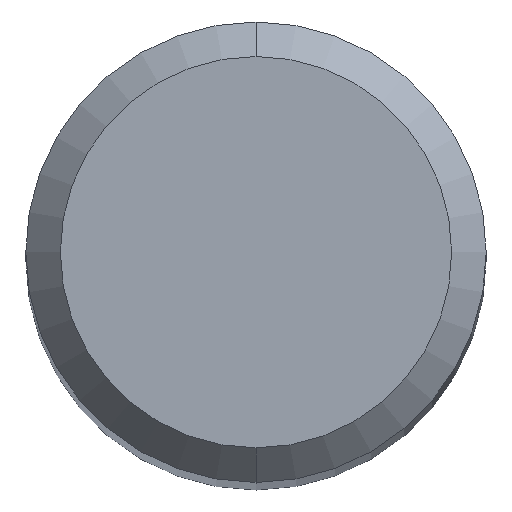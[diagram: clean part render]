
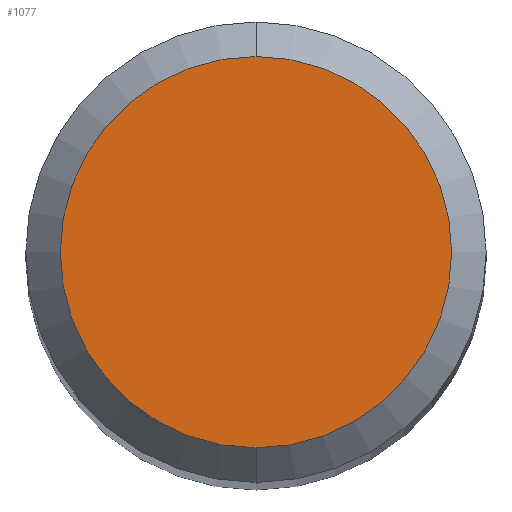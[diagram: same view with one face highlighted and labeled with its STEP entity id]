
A CAD part, top view. The second image highlights one B-rep face of the part: STEP entity #1077.
In plain terms, the highlighted planar face has unit normal (0, 0, 1).
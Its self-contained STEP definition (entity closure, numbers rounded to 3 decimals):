
#395=EDGE_CURVE('',#537,#595,#1128,.T.);
#517=EDGE_CURVE('',#595,#537,#1263,.T.);
#537=VERTEX_POINT('',#1286);
#595=VERTEX_POINT('',#1347);
#1077=ADVANCED_FACE('',(#1868),#1869,.T.);
#1128=CIRCLE('',#1917,1.7);
#1263=CIRCLE('',#2772,1.7);
#1286=CARTESIAN_POINT('',(0.,-1.7,0.0));
#1347=CARTESIAN_POINT('',(0.0,1.7,0.0));
#1868=FACE_OUTER_BOUND('',#4771,.T.);
#1869=PLANE('',#4772);
#1917=AXIS2_PLACEMENT_3D('',#4926,#4927,#4928);
#2772=AXIS2_PLACEMENT_3D('',#5071,#5072,#5073);
#4771=EDGE_LOOP('',(#5693,#5694));
#4772=AXIS2_PLACEMENT_3D('',#5695,#5696,#5697);
#4926=CARTESIAN_POINT('',(0.0,0.0,0.0));
#4927=DIRECTION('',(0.0,0.0,-1.0));
#4928=DIRECTION('',(0.0,1.0,0.0));
#5071=CARTESIAN_POINT('',(0.0,0.0,0.0));
#5072=DIRECTION('',(0.0,0.0,-1.0));
#5073=DIRECTION('',(0.0,1.0,0.0));
#5693=ORIENTED_EDGE('',*,*,#517,.F.);
#5694=ORIENTED_EDGE('',*,*,#395,.F.);
#5695=CARTESIAN_POINT('',(0.0,0.85,0.0));
#5696=DIRECTION('',(-0.0,0.0,1.0));
#5697=DIRECTION('',(0.0,-1.0,0.0));
